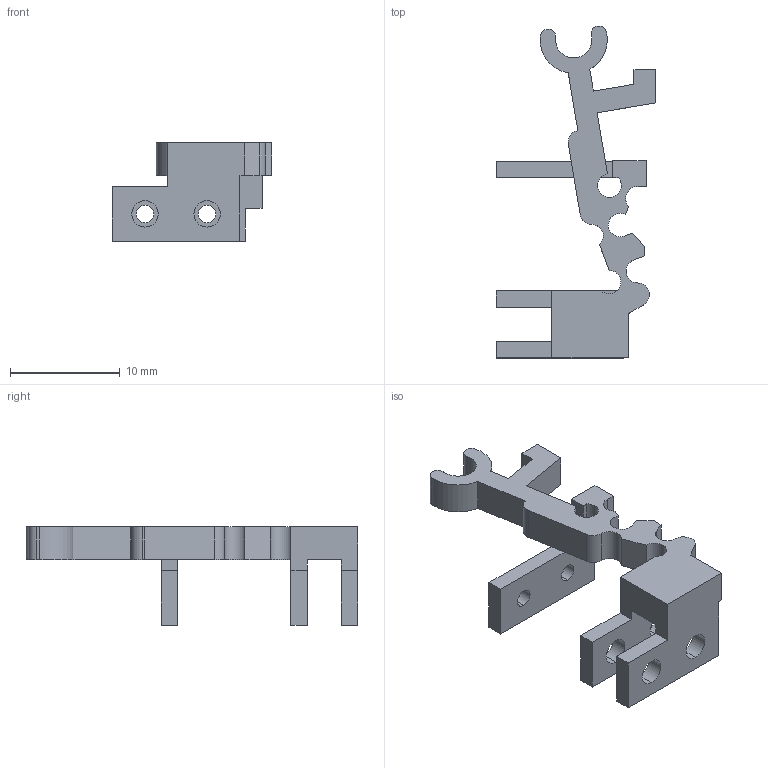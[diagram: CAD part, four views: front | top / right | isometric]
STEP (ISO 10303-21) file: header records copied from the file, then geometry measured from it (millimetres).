
FILE_DESCRIPTION (( 'STEP AP214' ), '1' );
FILE_NAME ('switch-flexures-separate_v2.STEP', '2025-10-08T20:28:19', ( '' ), ( '' ), 'SwSTEP 2.0', 'SolidWorks 2025', '' );
FILE_SCHEMA (( 'AUTOMOTIVE_DESIGN' ));
Length unit declared in the file: millimetre
Products named in the file (1): switch-flexures-separate_v2
Bounding box: 14.58 x 30.27 x 9 mm (x, y, z)
Volume: 646.8 mm3; surface area: 1150.2 mm2
Topology: 1 solids, 1 shells, 80 faces, 233 edges, 155 vertices
Faces by surface type: plane 44, cylinder 36
Entity records: 2708 total; most frequent: CARTESIAN_POINT 469, DIRECTION 467, ORIENTED_EDGE 466, EDGE_CURVE 233, VECTOR 161, LINE 161, VERTEX_POINT 155, AXIS2_PLACEMENT_3D 153
